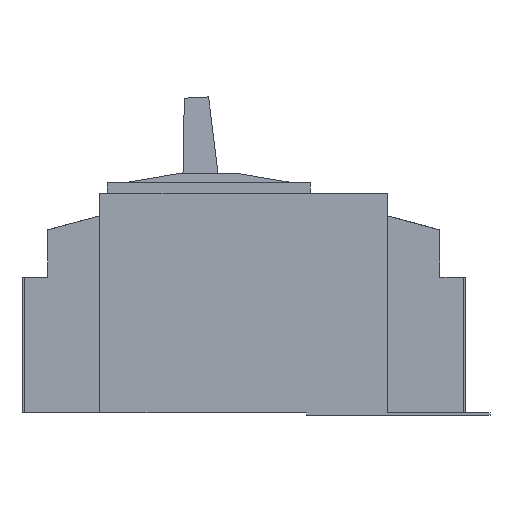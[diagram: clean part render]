
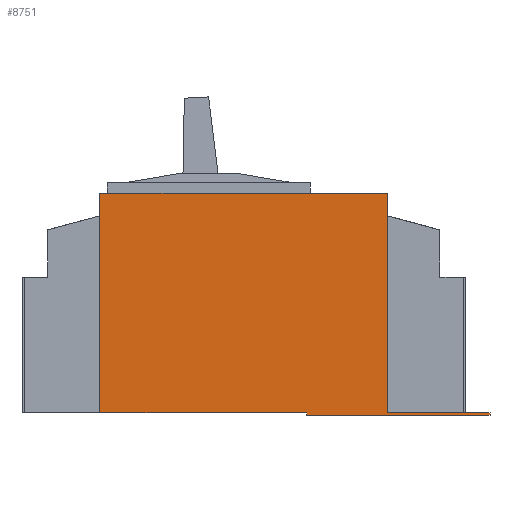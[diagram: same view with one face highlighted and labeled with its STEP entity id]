
A CAD part, left-side view. The second image highlights one B-rep face of the part: STEP entity #8751.
In plain terms, the highlighted planar face has unit normal (-1, 0, 0).
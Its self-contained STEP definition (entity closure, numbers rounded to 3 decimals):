
#118=PLANE('',#9263);
#543=LINE('',#12115,#1726);
#544=LINE('',#12118,#1727);
#545=LINE('',#12120,#1728);
#546=LINE('',#12122,#1729);
#547=LINE('',#12124,#1730);
#548=LINE('',#12126,#1731);
#549=LINE('',#12128,#1732);
#550=LINE('',#12130,#1733);
#1726=VECTOR('',#9828,1000.);
#1727=VECTOR('',#9829,1000.);
#1728=VECTOR('',#9830,1000.);
#1729=VECTOR('',#9831,1000.);
#1730=VECTOR('',#9832,1000.);
#1731=VECTOR('',#9833,1000.);
#1732=VECTOR('',#9834,1000.);
#1733=VECTOR('',#9835,1000.);
#2913=ORIENTED_EDGE('',*,*,#5459,.T.);
#2914=ORIENTED_EDGE('',*,*,#5460,.F.);
#2915=ORIENTED_EDGE('',*,*,#5461,.T.);
#2916=ORIENTED_EDGE('',*,*,#5462,.T.);
#2917=ORIENTED_EDGE('',*,*,#5463,.F.);
#2918=ORIENTED_EDGE('',*,*,#5464,.F.);
#2919=ORIENTED_EDGE('',*,*,#5465,.F.);
#2920=ORIENTED_EDGE('',*,*,#5466,.T.);
#5459=EDGE_CURVE('',#6732,#6733,#543,.T.);
#5460=EDGE_CURVE('',#6734,#6733,#544,.T.);
#5461=EDGE_CURVE('',#6734,#6735,#545,.T.);
#5462=EDGE_CURVE('',#6735,#6736,#546,.T.);
#5463=EDGE_CURVE('',#6737,#6736,#547,.T.);
#5464=EDGE_CURVE('',#6738,#6737,#548,.T.);
#5465=EDGE_CURVE('',#6739,#6738,#549,.T.);
#5466=EDGE_CURVE('',#6739,#6732,#550,.T.);
#6732=VERTEX_POINT('',#12116);
#6733=VERTEX_POINT('',#12117);
#6734=VERTEX_POINT('',#12119);
#6735=VERTEX_POINT('',#12121);
#6736=VERTEX_POINT('',#12123);
#6737=VERTEX_POINT('',#12125);
#6738=VERTEX_POINT('',#12127);
#6739=VERTEX_POINT('',#12129);
#7606=EDGE_LOOP('',(#2913,#2914,#2915,#2916,#2917,#2918,#2919,#2920));
#8159=FACE_BOUND('',#7606,.T.);
#8751=ADVANCED_FACE('',(#8159),#118,.F.);
#9263=AXIS2_PLACEMENT_3D('',#12114,#9826,#9827);
#9826=DIRECTION('',(1.,0.,0.));
#9827=DIRECTION('',(0.,0.,-1.));
#9828=DIRECTION('',(0.,-1.,0.));
#9829=DIRECTION('',(0.,0.,1.));
#9830=DIRECTION('',(0.,-1.,0.));
#9831=DIRECTION('',(0.,0.,1.));
#9832=DIRECTION('',(0.,-1.,0.));
#9833=DIRECTION('',(0.,0.,-1.));
#9834=DIRECTION('',(0.,-1.,0.));
#9835=DIRECTION('',(0.,0.,-1.));
#12114=CARTESIAN_POINT('',(0.,67.5,103.));
#12115=CARTESIAN_POINT('',(0.,67.5,0.));
#12116=CARTESIAN_POINT('',(0.,67.5,0.));
#12117=CARTESIAN_POINT('',(0.,-29.5,0.));
#12118=CARTESIAN_POINT('',(0.,-29.5,-1.));
#12119=CARTESIAN_POINT('',(0.,-29.5,-1.));
#12120=CARTESIAN_POINT('',(0.,-29.5,-1.));
#12121=CARTESIAN_POINT('',(0.,-115.5,-1.));
#12122=CARTESIAN_POINT('',(0.,-115.5,-1.));
#12123=CARTESIAN_POINT('',(0.,-115.5,0.));
#12124=CARTESIAN_POINT('',(0.,-29.5,0.));
#12125=CARTESIAN_POINT('',(0.,-67.5,0.));
#12126=CARTESIAN_POINT('',(0.,-67.5,103.));
#12127=CARTESIAN_POINT('',(0.,-67.5,103.));
#12128=CARTESIAN_POINT('',(0.,67.5,103.));
#12129=CARTESIAN_POINT('',(0.,67.5,103.));
#12130=CARTESIAN_POINT('',(0.,67.5,103.));
